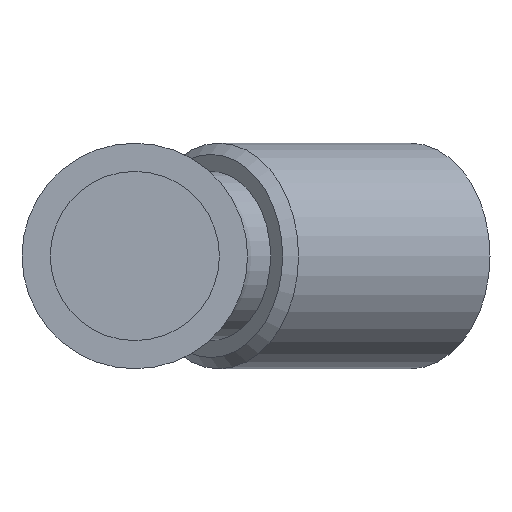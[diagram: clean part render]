
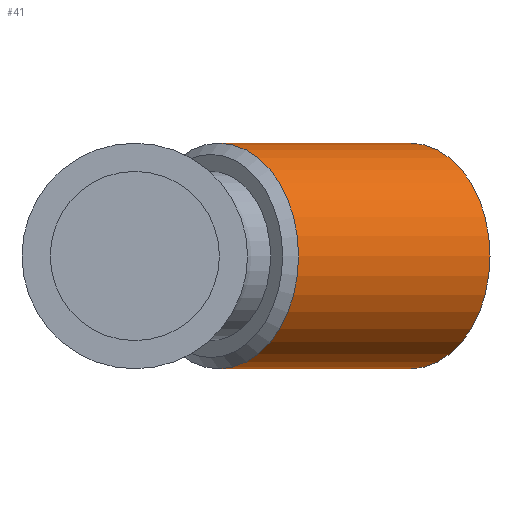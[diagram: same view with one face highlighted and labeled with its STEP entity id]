
A CAD part, front view. The second image highlights one B-rep face of the part: STEP entity #41.
In plain terms, the highlighted cylindrical face has radius 10 mm (diameter 20 mm), a full revolution.
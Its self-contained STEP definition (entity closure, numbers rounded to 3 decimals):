
#41 = ADVANCED_FACE( '', ( #88, #89 ), #90, .T. );
#88 = FACE_OUTER_BOUND( '', #145, .T. );
#89 = FACE_OUTER_BOUND( '', #146, .T. );
#90 = CYLINDRICAL_SURFACE( '', #147, 10. );
#145 = EDGE_LOOP( '', ( #200 ) );
#146 = EDGE_LOOP( '', ( #201 ) );
#147 = AXIS2_PLACEMENT_3D( '', #202, #203, #204 );
#200 = ORIENTED_EDGE( '', *, *, #270, .F. );
#201 = ORIENTED_EDGE( '', *, *, #271, .F. );
#202 = CARTESIAN_POINT( '', ( 6.737, 41.263, 0. ) );
#203 = DIRECTION( '', ( -0.707, -0.707, 0. ) );
#204 = DIRECTION( '', ( 0., 0., -1. ) );
#270 = EDGE_CURVE( '', #299, #299, #300, .T. );
#271 = EDGE_CURVE( '', #301, #301, #302, .T. );
#299 = VERTEX_POINT( '', #336 );
#300 = CIRCLE( '', #337, 10. );
#301 = VERTEX_POINT( '', #338 );
#302 = CIRCLE( '', #339, 10. );
#336 = CARTESIAN_POINT( '', ( 7.444, 41.971, -10. ) );
#337 = AXIS2_PLACEMENT_3D( '', #374, #375, #376 );
#338 = CARTESIAN_POINT( '', ( 31.485, 51.87, 0. ) );
#339 = AXIS2_PLACEMENT_3D( '', #377, #378, #379 );
#374 = CARTESIAN_POINT( '', ( 7.444, 41.971, 0. ) );
#375 = DIRECTION( '', ( -0.707, -0.707, 0. ) );
#376 = DIRECTION( '', ( 0., 0., -1. ) );
#377 = CARTESIAN_POINT( '', ( 24.414, 58.941, 0. ) );
#378 = DIRECTION( '', ( 0.707, 0.707, 0. ) );
#379 = DIRECTION( '', ( 0.707, -0.707, 0. ) );
